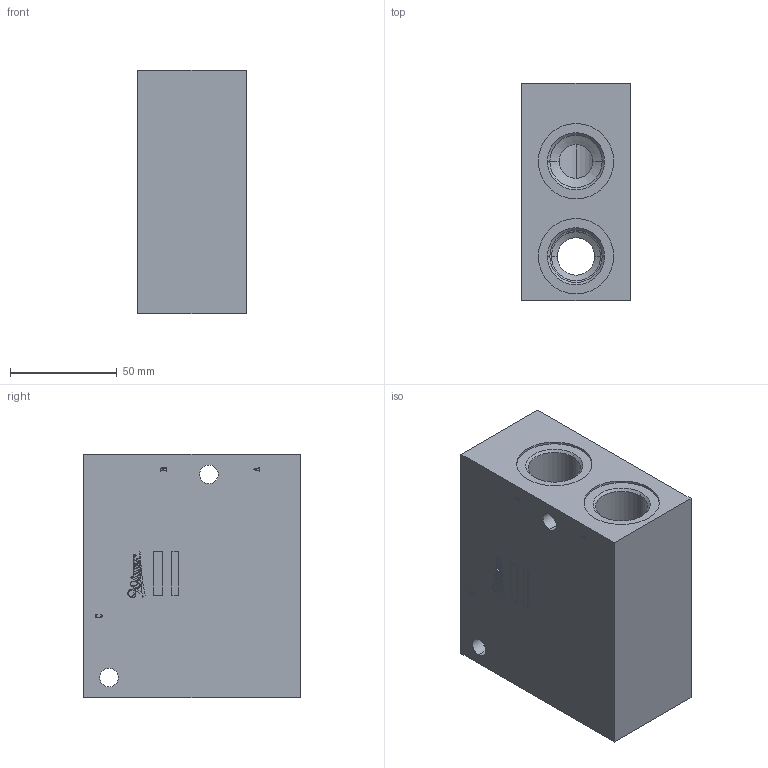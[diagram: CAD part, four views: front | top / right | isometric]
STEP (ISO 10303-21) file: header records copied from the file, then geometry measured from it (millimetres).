
FILE_DESCRIPTION (( 'STEP AP203' ), '1' );
FILE_NAME ('ML-120-FRW-5A2-2A3-G06-Z01.STEP', '2026-02-26T00:49:45', ( '' ), ( '' ), 'SwSTEP 2.0', 'SolidWorks 2018', '' );
FILE_SCHEMA (( 'CONFIG_CONTROL_DESIGN' ));
Length unit declared in the file: millimetre
Products named in the file (1): ML-120-FRW-5A2-2A3-G06-Z01
Bounding box: 50.8 x 101.6 x 114.3 mm (x, y, z)
Volume: 460601.8 mm3; surface area: 66989.4 mm2
Topology: 1 solids, 1 shells, 386 faces, 1035 edges, 668 vertices
Faces by surface type: cylinder 201, plane 107, bspline 40, cone 34, torus 4
Entity records: 14004 total; most frequent: CARTESIAN_POINT 4178, ORIENTED_EDGE 2062, DIRECTION 2051, EDGE_CURVE 1031, AXIS2_PLACEMENT_3D 763, VERTEX_POINT 668, VECTOR 525, LINE 525
